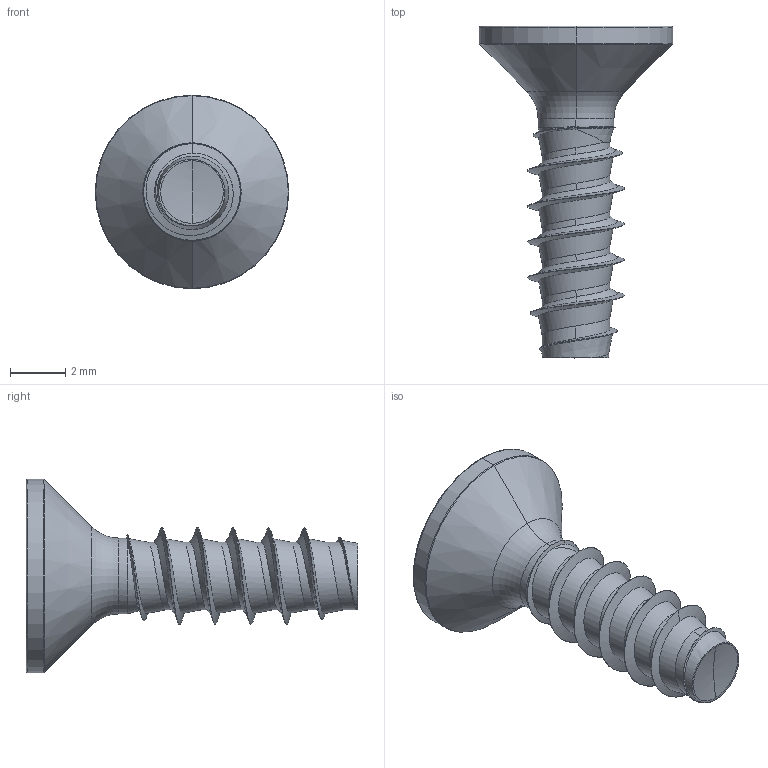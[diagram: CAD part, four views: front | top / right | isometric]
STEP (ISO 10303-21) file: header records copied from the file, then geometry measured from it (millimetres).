
FILE_DESCRIPTION (( 'STEP AP203' ), '1' );
FILE_NAME ('STP410350120.STEP', '2017-08-16T13:47:13', ( '' ), ( '' ), 'SwSTEP 2.0', 'SolidWorks 2015', '' );
FILE_SCHEMA (( 'CONFIG_CONTROL_DESIGN' ));
Length unit declared in the file: millimetre
Products named in the file (1): STP410350120
Bounding box: 7 x 12 x 7 mm (x, y, z)
Volume: 108.1 mm3; surface area: 228.2 mm2
Topology: 1 solids, 1 shells, 94 faces, 230 edges, 138 vertices
Faces by surface type: cylinder 37, bspline 35, cone 12, torus 6, sphere 2, plane 2
Entity records: 13841 total; most frequent: CARTESIAN_POINT 11908, ORIENTED_EDGE 456, DIRECTION 289, EDGE_CURVE 228, VERTEX_POINT 138, AXIS2_PLACEMENT_3D 118, B_SPLINE_CURVE_WITH_KNOTS 104, EDGE_LOOP 96
